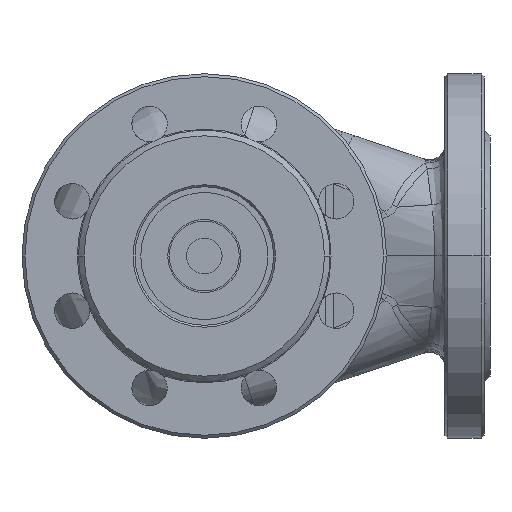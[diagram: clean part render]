
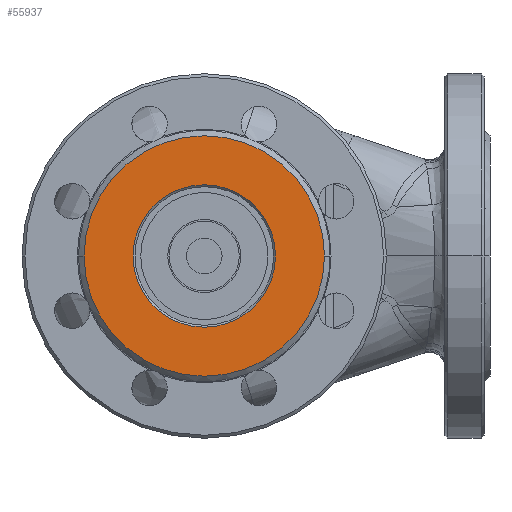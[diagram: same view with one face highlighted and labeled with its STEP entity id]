
A CAD part, front view. The second image highlights one B-rep face of the part: STEP entity #55937.
In plain terms, the highlighted planar face has unit normal (0, -1, 0).
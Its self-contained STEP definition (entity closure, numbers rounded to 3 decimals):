
#9334 = DIRECTION ( 'NONE',  ( 0., 1., 0. ) ) ;
#10914 = CARTESIAN_POINT ( 'NONE',  ( 0., -109.5, -36.15 ) ) ;
#11335 = CIRCLE ( 'NONE', #124374, 36.15 ) ;
#16161 = DIRECTION ( 'NONE',  ( 0., 1., 0. ) ) ;
#21136 = ORIENTED_EDGE ( 'NONE', *, *, #93466, .T. ) ;
#21605 = AXIS2_PLACEMENT_3D ( 'NONE', #67981, #9334, #77823 ) ;
#22975 = CIRCLE ( 'NONE', #21605, 61. ) ;
#24773 = CARTESIAN_POINT ( 'NONE',  ( 0., -109.5, 0. ) ) ;
#36115 = ORIENTED_EDGE ( 'NONE', *, *, #73098, .T. ) ;
#37579 = ORIENTED_EDGE ( 'NONE', *, *, #64071, .F. ) ;
#38499 = VERTEX_POINT ( 'NONE', #118932 ) ;
#43125 = CARTESIAN_POINT ( 'NONE',  ( 0., -109.5, 0. ) ) ;
#44481 = PLANE ( 'NONE',  #107050 ) ;
#46225 = DIRECTION ( 'NONE',  ( 0., 1., 0. ) ) ;
#49990 = FACE_OUTER_BOUND ( 'NONE', #77342, .T. ) ;
#52954 = DIRECTION ( 'NONE',  ( 0., 0., -1. ) ) ;
#54292 = DIRECTION ( 'NONE',  ( -1., 0., 0. ) ) ;
#55646 = CIRCLE ( 'NONE', #112546, 61. ) ;
#55937 = ADVANCED_FACE ( 'NONE', ( #105022, #49990 ), #44481, .F. ) ;
#56220 = VERTEX_POINT ( 'NONE', #10914 ) ;
#59063 = CIRCLE ( 'NONE', #115491, 36.15 ) ;
#60491 = CARTESIAN_POINT ( 'NONE',  ( 0., -109.5, 36.15 ) ) ;
#64071 = EDGE_CURVE ( 'NONE', #38499, #75424, #55646, .T. ) ;
#67981 = CARTESIAN_POINT ( 'NONE',  ( 0., -109.5, 0. ) ) ;
#68908 = ORIENTED_EDGE ( 'NONE', *, *, #100777, .F. ) ;
#70923 = CARTESIAN_POINT ( 'NONE',  ( -61., -109.5, 0. ) ) ;
#73098 = EDGE_CURVE ( 'NONE', #56220, #115771, #59063, .T. ) ;
#74783 = CARTESIAN_POINT ( 'NONE',  ( 0., -109.5, 0. ) ) ;
#75424 = VERTEX_POINT ( 'NONE', #70923 ) ;
#77342 = EDGE_LOOP ( 'NONE', ( #68908, #37579 ) ) ;
#77823 = DIRECTION ( 'NONE',  ( -1., 0., 0. ) ) ;
#84598 = DIRECTION ( 'NONE',  ( 0., 0., -1. ) ) ;
#93466 = EDGE_CURVE ( 'NONE', #115771, #56220, #11335, .T. ) ;
#100777 = EDGE_CURVE ( 'NONE', #75424, #38499, #22975, .T. ) ;
#104759 = CARTESIAN_POINT ( 'NONE',  ( 0., -109.5, 0. ) ) ;
#105022 = FACE_BOUND ( 'NONE', #119764, .T. ) ;
#107050 = AXIS2_PLACEMENT_3D ( 'NONE', #24773, #112837, #54292 ) ;
#111460 = DIRECTION ( 'NONE',  ( 0., 1., 0. ) ) ;
#112546 = AXIS2_PLACEMENT_3D ( 'NONE', #104759, #46225, #114584 ) ;
#112837 = DIRECTION ( 'NONE',  ( 0., 1., 0. ) ) ;
#114584 = DIRECTION ( 'NONE',  ( -1., 0., 0. ) ) ;
#115491 = AXIS2_PLACEMENT_3D ( 'NONE', #43125, #111460, #52954 ) ;
#115771 = VERTEX_POINT ( 'NONE', #60491 ) ;
#118932 = CARTESIAN_POINT ( 'NONE',  ( 61., -109.5, 0. ) ) ;
#119764 = EDGE_LOOP ( 'NONE', ( #21136, #36115 ) ) ;
#124374 = AXIS2_PLACEMENT_3D ( 'NONE', #74783, #16161, #84598 ) ;
